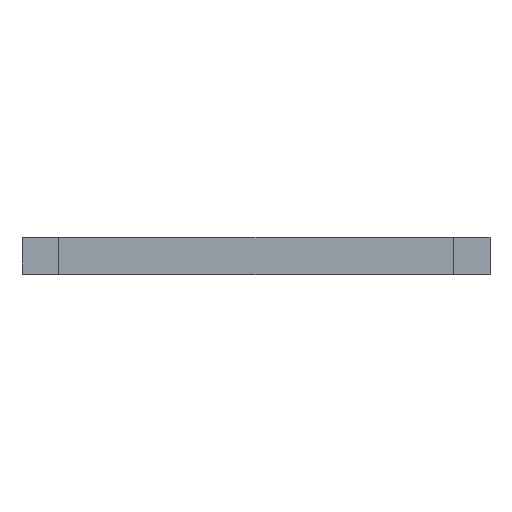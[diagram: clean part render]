
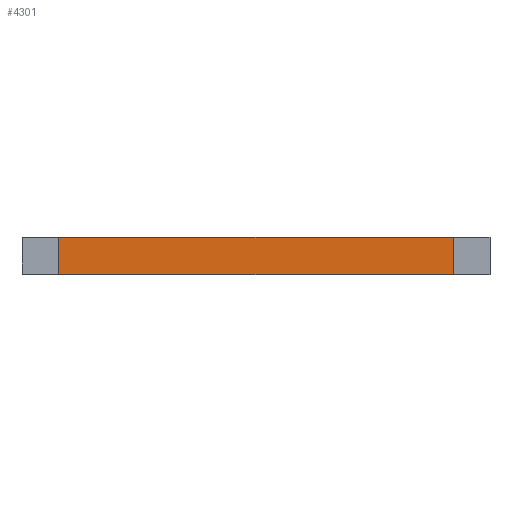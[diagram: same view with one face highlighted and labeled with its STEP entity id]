
A CAD part, top view. The second image highlights one B-rep face of the part: STEP entity #4301.
In plain terms, the highlighted planar face has unit normal (0, 0, 1).
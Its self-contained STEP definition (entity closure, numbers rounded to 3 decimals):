
#44 = PLANE('',#45);
#45 = AXIS2_PLACEMENT_3D('',#46,#47,#48);
#46 = CARTESIAN_POINT('',(-32.,0.,0.));
#47 = DIRECTION('',(0.,1.,0.));
#48 = DIRECTION('',(0.,0.,1.));
#100 = PLANE('',#101);
#101 = AXIS2_PLACEMENT_3D('',#102,#103,#104);
#102 = CARTESIAN_POINT('',(-32.,-6.,0.));
#103 = DIRECTION('',(0.,1.,0.));
#104 = DIRECTION('',(0.,0.,1.));
#672 = VERTEX_POINT('',#673);
#673 = CARTESIAN_POINT('',(-32.,0.,50.));
#687 = PLANE('',#688);
#688 = AXIS2_PLACEMENT_3D('',#689,#690,#691);
#689 = CARTESIAN_POINT('',(-32.,0.,50.));
#690 = DIRECTION('',(1.,0.,0.));
#691 = DIRECTION('',(0.,0.,-1.));
#699 = EDGE_CURVE('',#700,#672,#702,.T.);
#700 = VERTEX_POINT('',#701);
#701 = CARTESIAN_POINT('',(32.,0.,50.));
#702 = SURFACE_CURVE('',#703,(#707,#714),.PCURVE_S1.);
#703 = LINE('',#704,#705);
#704 = CARTESIAN_POINT('',(32.,0.,50.));
#705 = VECTOR('',#706,1.);
#706 = DIRECTION('',(-1.,0.,0.));
#707 = PCURVE('',#44,#708);
#708 = DEFINITIONAL_REPRESENTATION('',(#709),#713);
#709 = LINE('',#710,#711);
#710 = CARTESIAN_POINT('',(50.,64.));
#711 = VECTOR('',#712,1.);
#712 = DIRECTION('',(0.,-1.));
#713 = ( GEOMETRIC_REPRESENTATION_CONTEXT(2) 
PARAMETRIC_REPRESENTATION_CONTEXT() REPRESENTATION_CONTEXT('2D SPACE',''
  ) );
#714 = PCURVE('',#715,#720);
#715 = PLANE('',#716);
#716 = AXIS2_PLACEMENT_3D('',#717,#718,#719);
#717 = CARTESIAN_POINT('',(32.,0.,50.));
#718 = DIRECTION('',(0.,0.,-1.));
#719 = DIRECTION('',(-1.,0.,0.));
#720 = DEFINITIONAL_REPRESENTATION('',(#721),#725);
#721 = LINE('',#722,#723);
#722 = CARTESIAN_POINT('',(0.,0.));
#723 = VECTOR('',#724,1.);
#724 = DIRECTION('',(1.,0.));
#725 = ( GEOMETRIC_REPRESENTATION_CONTEXT(2) 
PARAMETRIC_REPRESENTATION_CONTEXT() REPRESENTATION_CONTEXT('2D SPACE',''
  ) );
#743 = PLANE('',#744);
#744 = AXIS2_PLACEMENT_3D('',#745,#746,#747);
#745 = CARTESIAN_POINT('',(32.,0.,0.));
#746 = DIRECTION('',(-1.,0.,0.));
#747 = DIRECTION('',(0.,0.,1.));
#1912 = VERTEX_POINT('',#1913);
#1913 = CARTESIAN_POINT('',(-32.,-6.,50.));
#1934 = EDGE_CURVE('',#1935,#1912,#1937,.T.);
#1935 = VERTEX_POINT('',#1936);
#1936 = CARTESIAN_POINT('',(32.,-6.,50.));
#1937 = SURFACE_CURVE('',#1938,(#1942,#1949),.PCURVE_S1.);
#1938 = LINE('',#1939,#1940);
#1939 = CARTESIAN_POINT('',(32.,-6.,50.));
#1940 = VECTOR('',#1941,1.);
#1941 = DIRECTION('',(-1.,0.,0.));
#1942 = PCURVE('',#100,#1943);
#1943 = DEFINITIONAL_REPRESENTATION('',(#1944),#1948);
#1944 = LINE('',#1945,#1946);
#1945 = CARTESIAN_POINT('',(50.,64.));
#1946 = VECTOR('',#1947,1.);
#1947 = DIRECTION('',(0.,-1.));
#1948 = ( GEOMETRIC_REPRESENTATION_CONTEXT(2) 
PARAMETRIC_REPRESENTATION_CONTEXT() REPRESENTATION_CONTEXT('2D SPACE',''
  ) );
#1949 = PCURVE('',#715,#1950);
#1950 = DEFINITIONAL_REPRESENTATION('',(#1951),#1955);
#1951 = LINE('',#1952,#1953);
#1952 = CARTESIAN_POINT('',(0.,-6.));
#1953 = VECTOR('',#1954,1.);
#1954 = DIRECTION('',(1.,0.));
#1955 = ( GEOMETRIC_REPRESENTATION_CONTEXT(2) 
PARAMETRIC_REPRESENTATION_CONTEXT() REPRESENTATION_CONTEXT('2D SPACE',''
  ) );
#4232 = EDGE_CURVE('',#672,#1912,#4233,.T.);
#4233 = SURFACE_CURVE('',#4234,(#4238,#4245),.PCURVE_S1.);
#4234 = LINE('',#4235,#4236);
#4235 = CARTESIAN_POINT('',(-32.,0.,50.));
#4236 = VECTOR('',#4237,1.);
#4237 = DIRECTION('',(0.,-1.,0.));
#4238 = PCURVE('',#687,#4239);
#4239 = DEFINITIONAL_REPRESENTATION('',(#4240),#4244);
#4240 = LINE('',#4241,#4242);
#4241 = CARTESIAN_POINT('',(0.,0.));
#4242 = VECTOR('',#4243,1.);
#4243 = DIRECTION('',(0.,-1.));
#4244 = ( GEOMETRIC_REPRESENTATION_CONTEXT(2) 
PARAMETRIC_REPRESENTATION_CONTEXT() REPRESENTATION_CONTEXT('2D SPACE',''
  ) );
#4245 = PCURVE('',#715,#4246);
#4246 = DEFINITIONAL_REPRESENTATION('',(#4247),#4251);
#4247 = LINE('',#4248,#4249);
#4248 = CARTESIAN_POINT('',(64.,0.));
#4249 = VECTOR('',#4250,1.);
#4250 = DIRECTION('',(0.,-1.));
#4251 = ( GEOMETRIC_REPRESENTATION_CONTEXT(2) 
PARAMETRIC_REPRESENTATION_CONTEXT() REPRESENTATION_CONTEXT('2D SPACE',''
  ) );
#4301 = ADVANCED_FACE('',(#4302),#715,.F.);
#4302 = FACE_BOUND('',#4303,.F.);
#4303 = EDGE_LOOP('',(#4304,#4325,#4326,#4327));
#4304 = ORIENTED_EDGE('',*,*,#4305,.T.);
#4305 = EDGE_CURVE('',#700,#1935,#4306,.T.);
#4306 = SURFACE_CURVE('',#4307,(#4311,#4318),.PCURVE_S1.);
#4307 = LINE('',#4308,#4309);
#4308 = CARTESIAN_POINT('',(32.,0.,50.));
#4309 = VECTOR('',#4310,1.);
#4310 = DIRECTION('',(0.,-1.,0.));
#4311 = PCURVE('',#715,#4312);
#4312 = DEFINITIONAL_REPRESENTATION('',(#4313),#4317);
#4313 = LINE('',#4314,#4315);
#4314 = CARTESIAN_POINT('',(0.,0.));
#4315 = VECTOR('',#4316,1.);
#4316 = DIRECTION('',(0.,-1.));
#4317 = ( GEOMETRIC_REPRESENTATION_CONTEXT(2) 
PARAMETRIC_REPRESENTATION_CONTEXT() REPRESENTATION_CONTEXT('2D SPACE',''
  ) );
#4318 = PCURVE('',#743,#4319);
#4319 = DEFINITIONAL_REPRESENTATION('',(#4320),#4324);
#4320 = LINE('',#4321,#4322);
#4321 = CARTESIAN_POINT('',(50.,0.));
#4322 = VECTOR('',#4323,1.);
#4323 = DIRECTION('',(0.,-1.));
#4324 = ( GEOMETRIC_REPRESENTATION_CONTEXT(2) 
PARAMETRIC_REPRESENTATION_CONTEXT() REPRESENTATION_CONTEXT('2D SPACE',''
  ) );
#4325 = ORIENTED_EDGE('',*,*,#1934,.T.);
#4326 = ORIENTED_EDGE('',*,*,#4232,.F.);
#4327 = ORIENTED_EDGE('',*,*,#699,.F.);
